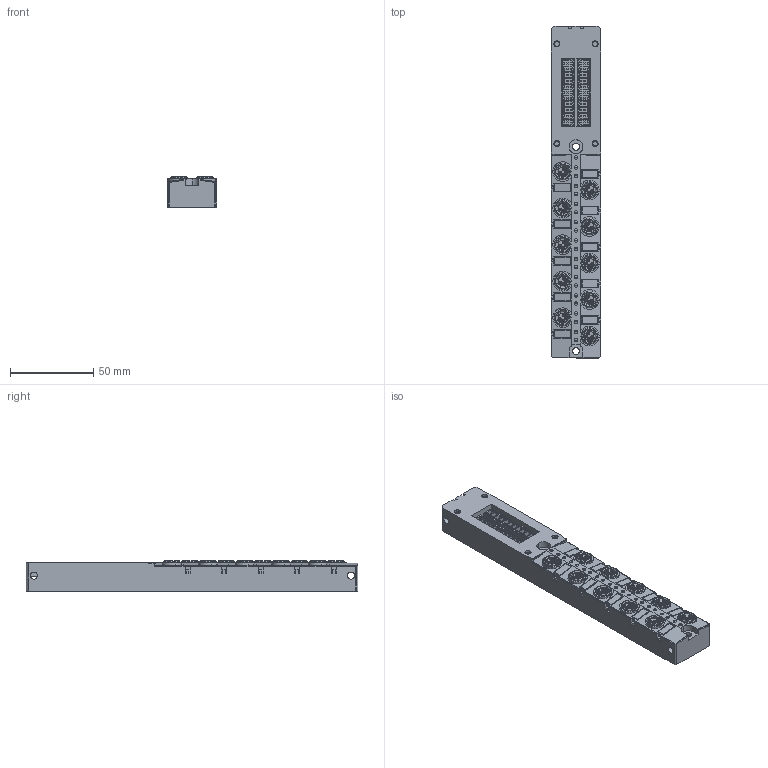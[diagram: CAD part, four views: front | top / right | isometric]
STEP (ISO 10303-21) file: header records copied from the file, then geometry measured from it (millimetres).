
FILE_DESCRIPTION(('CATIA V5 STEP Exchange','CAx-IF Rec.Pracs.--- Model Styling and Organization---1.4--- 2014-01-23'),'2;1');
FILE_NAME ('1352870-2_0_2819080000_2819080000.stp','2022-04-27T09:18:43+00:00',('none'),('Weidmueller'),'CATIA Version 5-6 Release 2016 SP3 HF44','CATIA V5 STEP AP214','none');
FILE_SCHEMA(('AUTOMOTIVE_DESIGN { 1 0 10303 214 1 1 1 1 }'));
Products named in the file (1): 2819080000
Bounding box: 30 x 199.9 x 18.2 mm (x, y, z)
Volume: 93160.9 mm3; surface area: 41891.5 mm2
Topology: 77 solids, 106 shells, 2940 faces, 7162 edges, 4677 vertices
Faces by surface type: plane 1675, cylinder 737, cone 384, torus 92, sphere 52
Entity records: 90706 total; most frequent: CARTESIAN_POINT 24916, ORIENTED_EDGE 14312, DIRECTION 11320, EDGE_CURVE 7156, VERTEX_POINT 4676, VECTOR 4537, LINE 4537, AXIS2_PLACEMENT_3D 4126
